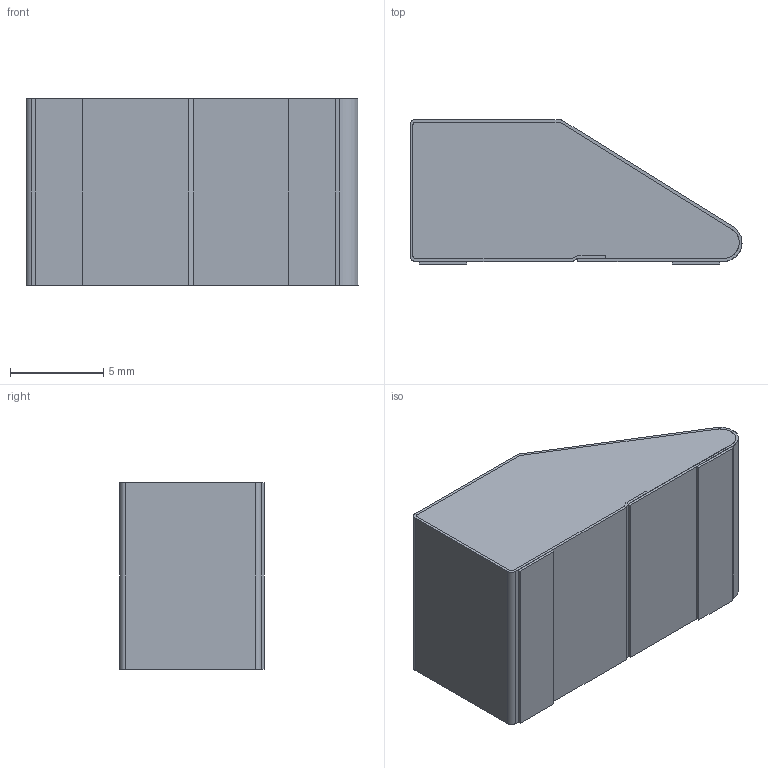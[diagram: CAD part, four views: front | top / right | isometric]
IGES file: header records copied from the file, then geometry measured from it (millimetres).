
Start section: SolidWorks IGES file using analytic representation for surfaces
Global section: file name: EX8.IGS; native system: SolidWorks 2011; preprocessor: SolidWorks 2011; author: bpuff; date: 120803.103641; units: millimetre
Bounding box: 17.8 x 7.75 x 10 mm (x, y, z)
Surface area: 1708.4 mm2 (no closed solid volume)
Topology: 0 solids, 0 shells, 53 faces, 346 edges, 346 vertices
Faces by surface type: bspline 40, revolution 13
